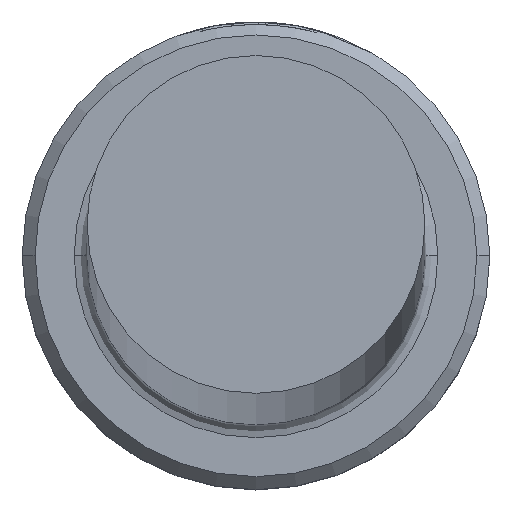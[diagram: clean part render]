
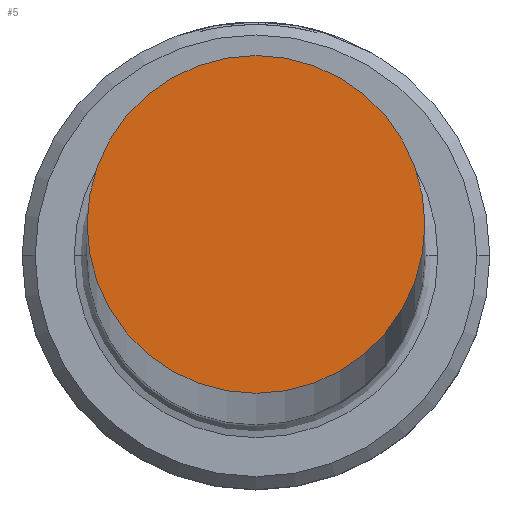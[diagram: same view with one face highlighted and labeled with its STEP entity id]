
A CAD part, top view. The second image highlights one B-rep face of the part: STEP entity #5.
In plain terms, the highlighted planar face has unit normal (0, 0, 1).
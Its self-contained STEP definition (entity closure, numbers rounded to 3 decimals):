
#5 = ADVANCED_FACE ( 'NONE', ( #325 ), #483, .T. ) ;
#10 = DIRECTION ( 'NONE',  ( 1., 0., 0. ) ) ;
#113 = DIRECTION ( 'NONE',  ( 0., 0., 1. ) ) ;
#120 = CARTESIAN_POINT ( 'NONE',  ( 0., 0., 700. ) ) ;
#157 = AXIS2_PLACEMENT_3D ( 'NONE', #400, #1048, #499 ) ;
#192 = CARTESIAN_POINT ( 'NONE',  ( -6.5, 0., 700. ) ) ;
#220 = ORIENTED_EDGE ( 'NONE', *, *, #626, .T. ) ;
#229 = CIRCLE ( 'NONE', #767, 6.5 ) ;
#296 = AXIS2_PLACEMENT_3D ( 'NONE', #120, #113, #10 ) ;
#325 = FACE_OUTER_BOUND ( 'NONE', #616, .T. ) ;
#377 = DIRECTION ( 'NONE',  ( 0., 0., 1. ) ) ;
#400 = CARTESIAN_POINT ( 'NONE',  ( 0., 0., 700. ) ) ;
#454 = VERTEX_POINT ( 'NONE', #878 ) ;
#483 = PLANE ( 'NONE',  #296 ) ;
#493 = EDGE_CURVE ( 'NONE', #646, #454, #790, .T. ) ;
#499 = DIRECTION ( 'NONE',  ( 1., 0., 0. ) ) ;
#616 = EDGE_LOOP ( 'NONE', ( #720, #220 ) ) ;
#626 = EDGE_CURVE ( 'NONE', #454, #646, #229, .T. ) ;
#646 = VERTEX_POINT ( 'NONE', #192 ) ;
#720 = ORIENTED_EDGE ( 'NONE', *, *, #493, .T. ) ;
#767 = AXIS2_PLACEMENT_3D ( 'NONE', #918, #377, #1021 ) ;
#790 = CIRCLE ( 'NONE', #157, 6.5 ) ;
#878 = CARTESIAN_POINT ( 'NONE',  ( 6.5, 0., 700. ) ) ;
#918 = CARTESIAN_POINT ( 'NONE',  ( 0., 0., 700. ) ) ;
#1021 = DIRECTION ( 'NONE',  ( 1., 0., 0. ) ) ;
#1048 = DIRECTION ( 'NONE',  ( 0., 0., 1. ) ) ;
